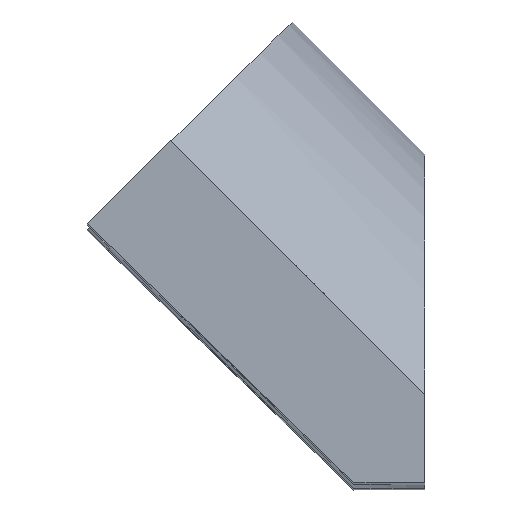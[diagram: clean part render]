
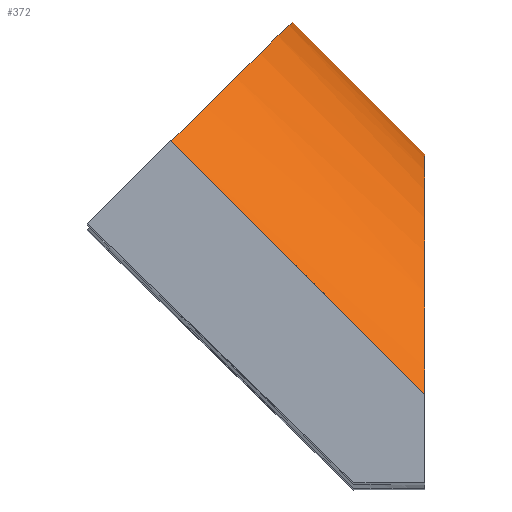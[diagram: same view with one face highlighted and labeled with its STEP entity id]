
A CAD part, front view. The second image highlights one B-rep face of the part: STEP entity #372.
In plain terms, the highlighted cylindrical face has radius 9.501 mm (diameter 19.002 mm), a partial arc.
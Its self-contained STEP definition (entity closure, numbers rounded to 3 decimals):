
#51=FACE_OUTER_BOUND('',#72,.T.);
#72=EDGE_LOOP('',(#295,#296,#297,#298));
#97=LINE('',#626,#129);
#98=LINE('',#629,#130);
#129=VECTOR('',#515,10.);
#130=VECTOR('',#518,10.);
#159=CIRCLE('',#428,9.501);
#169=ELLIPSE('',#427,13.436,9.501);
#188=VERTEX_POINT('',#622);
#189=VERTEX_POINT('',#623);
#190=VERTEX_POINT('',#625);
#191=VERTEX_POINT('',#627);
#229=EDGE_CURVE('',#188,#189,#169,.T.);
#230=EDGE_CURVE('',#190,#188,#97,.T.);
#231=EDGE_CURVE('',#191,#190,#159,.T.);
#232=EDGE_CURVE('',#189,#191,#98,.T.);
#295=ORIENTED_EDGE('',*,*,#229,.F.);
#296=ORIENTED_EDGE('',*,*,#230,.F.);
#297=ORIENTED_EDGE('',*,*,#231,.F.);
#298=ORIENTED_EDGE('',*,*,#232,.F.);
#361=CYLINDRICAL_SURFACE('',#426,9.501);
#372=ADVANCED_FACE('',(#51),#361,.T.);
#426=AXIS2_PLACEMENT_3D('',#621,#511,#512);
#427=AXIS2_PLACEMENT_3D('',#624,#513,#514);
#428=AXIS2_PLACEMENT_3D('',#628,#516,#517);
#511=DIRECTION('center_axis',(0.707,0.707,-0.006));
#512=DIRECTION('ref_axis',(0.707,-0.707,0.));
#513=DIRECTION('center_axis',(1.,0.,0.));
#514=DIRECTION('ref_axis',(0.,-1.,0.008));
#515=DIRECTION('',(0.707,0.707,-0.006));
#516=DIRECTION('center_axis',(-0.707,-0.707,0.006));
#517=DIRECTION('ref_axis',(0.707,-0.707,0.));
#518=DIRECTION('',(-0.707,-0.707,0.006));
#621=CARTESIAN_POINT('Origin',(15.456,-65.538,49.6));
#622=CARTESIAN_POINT('',(22.,-66.172,57.608));
#623=CARTESIAN_POINT('',(22.,-66.301,41.603));
#624=CARTESIAN_POINT('Origin',(22.,-58.994,49.548));
#625=CARTESIAN_POINT('',(15.542,-72.63,57.66));
#626=CARTESIAN_POINT('',(19.077,-69.095,57.632));
#627=CARTESIAN_POINT('',(15.542,-72.759,41.655));
#628=CARTESIAN_POINT('Origin',(11.921,-69.073,49.629));
#629=CARTESIAN_POINT('',(19.077,-69.223,41.627));
